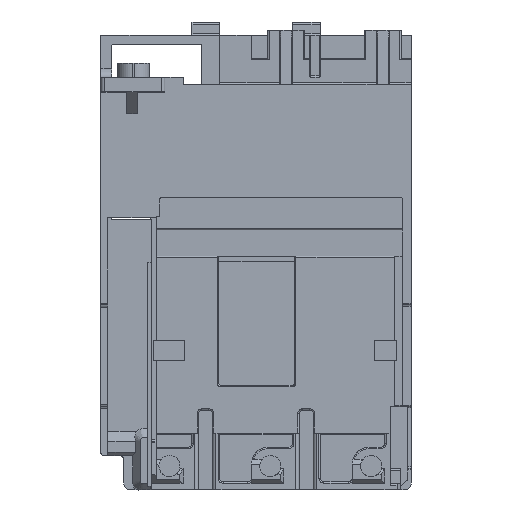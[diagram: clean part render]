
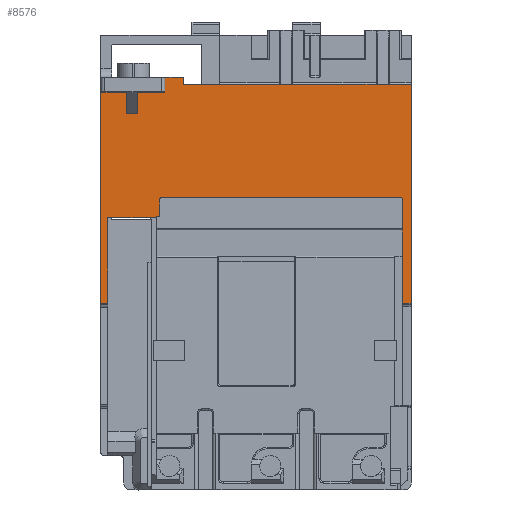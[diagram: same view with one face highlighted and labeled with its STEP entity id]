
A CAD part, front view. The second image highlights one B-rep face of the part: STEP entity #8576.
In plain terms, the highlighted planar face has unit normal (0, -1, 0).
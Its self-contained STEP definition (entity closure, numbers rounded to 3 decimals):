
#327=CIRCLE('',#9133,0.2);
#328=CIRCLE('',#9134,0.2);
#329=CIRCLE('',#9135,0.2);
#330=CIRCLE('',#9136,0.2);
#1011=ORIENTED_EDGE('',*,*,#3576,.F.);
#1012=ORIENTED_EDGE('',*,*,#3577,.T.);
#1013=ORIENTED_EDGE('',*,*,#3578,.T.);
#1014=ORIENTED_EDGE('',*,*,#3579,.T.);
#1015=ORIENTED_EDGE('',*,*,#3580,.T.);
#1016=ORIENTED_EDGE('',*,*,#3581,.F.);
#1017=ORIENTED_EDGE('',*,*,#3582,.T.);
#1018=ORIENTED_EDGE('',*,*,#3583,.T.);
#1019=ORIENTED_EDGE('',*,*,#3584,.T.);
#1020=ORIENTED_EDGE('',*,*,#3585,.T.);
#1021=ORIENTED_EDGE('',*,*,#3586,.T.);
#1022=ORIENTED_EDGE('',*,*,#3342,.T.);
#1023=ORIENTED_EDGE('',*,*,#3587,.T.);
#1024=ORIENTED_EDGE('',*,*,#3588,.T.);
#1025=ORIENTED_EDGE('',*,*,#3589,.T.);
#1026=ORIENTED_EDGE('',*,*,#3590,.F.);
#1027=ORIENTED_EDGE('',*,*,#3591,.T.);
#1028=ORIENTED_EDGE('',*,*,#3592,.T.);
#1029=ORIENTED_EDGE('',*,*,#3593,.T.);
#1030=ORIENTED_EDGE('',*,*,#3594,.T.);
#1031=ORIENTED_EDGE('',*,*,#3595,.T.);
#1032=ORIENTED_EDGE('',*,*,#3596,.T.);
#1033=ORIENTED_EDGE('',*,*,#3597,.F.);
#3342=EDGE_CURVE('',#4657,#4656,#5508,.T.);
#3576=EDGE_CURVE('',#4841,#4842,#5679,.T.);
#3577=EDGE_CURVE('',#4841,#4843,#5680,.T.);
#3578=EDGE_CURVE('',#4843,#4844,#5681,.T.);
#3579=EDGE_CURVE('',#4844,#4845,#5682,.T.);
#3580=EDGE_CURVE('',#4845,#4846,#5683,.T.);
#3581=EDGE_CURVE('',#4847,#4846,#5684,.T.);
#3582=EDGE_CURVE('',#4847,#4848,#5685,.T.);
#3583=EDGE_CURVE('',#4848,#4849,#5686,.T.);
#3584=EDGE_CURVE('',#4849,#4850,#5687,.T.);
#3585=EDGE_CURVE('',#4850,#4851,#5688,.T.);
#3586=EDGE_CURVE('',#4851,#4657,#5689,.F.);
#3587=EDGE_CURVE('',#4656,#4852,#5690,.T.);
#3588=EDGE_CURVE('',#4852,#4853,#327,.T.);
#3589=EDGE_CURVE('',#4853,#4854,#5691,.T.);
#3590=EDGE_CURVE('',#4855,#4854,#328,.T.);
#3591=EDGE_CURVE('',#4855,#4856,#5692,.T.);
#3592=EDGE_CURVE('',#4856,#4857,#329,.T.);
#3593=EDGE_CURVE('',#4857,#4858,#5693,.T.);
#3594=EDGE_CURVE('',#4858,#4859,#330,.T.);
#3595=EDGE_CURVE('',#4859,#4860,#5694,.T.);
#3596=EDGE_CURVE('',#4860,#4861,#5695,.T.);
#3597=EDGE_CURVE('',#4842,#4861,#5696,.T.);
#4656=VERTEX_POINT('',#12729);
#4657=VERTEX_POINT('',#12731);
#4841=VERTEX_POINT('',#13198);
#4842=VERTEX_POINT('',#13199);
#4843=VERTEX_POINT('',#13201);
#4844=VERTEX_POINT('',#13203);
#4845=VERTEX_POINT('',#13205);
#4846=VERTEX_POINT('',#13207);
#4847=VERTEX_POINT('',#13209);
#4848=VERTEX_POINT('',#13211);
#4849=VERTEX_POINT('',#13213);
#4850=VERTEX_POINT('',#13215);
#4851=VERTEX_POINT('',#13217);
#4852=VERTEX_POINT('',#13220);
#4853=VERTEX_POINT('',#13222);
#4854=VERTEX_POINT('',#13224);
#4855=VERTEX_POINT('',#13226);
#4856=VERTEX_POINT('',#13228);
#4857=VERTEX_POINT('',#13230);
#4858=VERTEX_POINT('',#13232);
#4859=VERTEX_POINT('',#13234);
#4860=VERTEX_POINT('',#13236);
#4861=VERTEX_POINT('',#13238);
#5508=LINE('',#12730,#6425);
#5679=LINE('',#13197,#6596);
#5680=LINE('',#13200,#6597);
#5681=LINE('',#13202,#6598);
#5682=LINE('',#13204,#6599);
#5683=LINE('',#13206,#6600);
#5684=LINE('',#13208,#6601);
#5685=LINE('',#13210,#6602);
#5686=LINE('',#13212,#6603);
#5687=LINE('',#13214,#6604);
#5688=LINE('',#13216,#6605);
#5689=LINE('',#13218,#6606);
#5690=LINE('',#13219,#6607);
#5691=LINE('',#13223,#6608);
#5692=LINE('',#13227,#6609);
#5693=LINE('',#13231,#6610);
#5694=LINE('',#13235,#6611);
#5695=LINE('',#13237,#6612);
#5696=LINE('',#13239,#6613);
#6425=VECTOR('',#9980,1000.);
#6596=VECTOR('',#10339,1000.);
#6597=VECTOR('',#10340,1000.);
#6598=VECTOR('',#10341,1000.);
#6599=VECTOR('',#10342,1000.);
#6600=VECTOR('',#10343,1000.);
#6601=VECTOR('',#10344,1000.);
#6602=VECTOR('',#10345,1000.);
#6603=VECTOR('',#10346,1000.);
#6604=VECTOR('',#10347,1000.);
#6605=VECTOR('',#10348,1000.);
#6606=VECTOR('',#10349,1000.);
#6607=VECTOR('',#10350,1000.);
#6608=VECTOR('',#10353,1000.);
#6609=VECTOR('',#10356,1000.);
#6610=VECTOR('',#10359,1000.);
#6611=VECTOR('',#10362,1000.);
#6612=VECTOR('',#10363,1000.);
#6613=VECTOR('',#10364,1000.);
#7325=EDGE_LOOP('',(#1011,#1012,#1013,#1014,#1015,#1016,#1017,#1018,#1019,
#1020,#1021,#1022,#1023,#1024,#1025,#1026,#1027,#1028,#1029,#1030,#1031,
#1032,#1033));
#7817=FACE_BOUND('',#7325,.T.);
#8308=PLANE('',#9132);
#8576=ADVANCED_FACE('',(#7817),#8308,.F.);
#9132=AXIS2_PLACEMENT_3D('',#13196,#10337,#10338);
#9133=AXIS2_PLACEMENT_3D('',#13221,#10351,#10352);
#9134=AXIS2_PLACEMENT_3D('',#13225,#10354,#10355);
#9135=AXIS2_PLACEMENT_3D('',#13229,#10357,#10358);
#9136=AXIS2_PLACEMENT_3D('',#13233,#10360,#10361);
#9980=DIRECTION('',(0.,0.,1.));
#10337=DIRECTION('',(0.,1.,0.));
#10338=DIRECTION('',(0.,0.,1.));
#10339=DIRECTION('',(1.,0.,0.));
#10340=DIRECTION('',(0.,0.,1.));
#10341=DIRECTION('',(-1.,0.,0.));
#10342=DIRECTION('',(0.,0.,-1.));
#10343=DIRECTION('',(-1.,0.,0.));
#10344=DIRECTION('',(0.,0.,1.));
#10345=DIRECTION('',(-1.,0.,0.));
#10346=DIRECTION('',(0.,0.,1.));
#10347=DIRECTION('',(-1.,0.,0.));
#10348=DIRECTION('',(0.,0.,-1.));
#10349=DIRECTION('',(-1.,0.,0.));
#10350=DIRECTION('',(1.,0.,0.));
#10351=DIRECTION('',(0.,1.,0.));
#10352=DIRECTION('',(1.,0.,0.));
#10353=DIRECTION('',(1.,0.,0.));
#10354=DIRECTION('',(0.,1.,0.));
#10355=DIRECTION('',(1.,0.,0.));
#10356=DIRECTION('',(0.,0.,1.));
#10357=DIRECTION('',(0.,1.,0.));
#10358=DIRECTION('',(1.,0.,0.));
#10359=DIRECTION('',(1.,0.,0.));
#10360=DIRECTION('',(0.,1.,0.));
#10361=DIRECTION('',(1.,0.,0.));
#10362=DIRECTION('',(0.,0.,-1.));
#10363=DIRECTION('',(1.,0.,0.));
#10364=DIRECTION('',(0.,0.,-1.));
#12729=CARTESIAN_POINT('',(1.,0.,-26.06));
#12730=CARTESIAN_POINT('',(1.,0.,-64.97));
#12731=CARTESIAN_POINT('',(1.,0.,-38.31));
#13196=CARTESIAN_POINT('',(44.32,0.,0.));
#13197=CARTESIAN_POINT('',(16.96,0.,-7.));
#13198=CARTESIAN_POINT('',(11.77,0.,-7.));
#13199=CARTESIAN_POINT('',(44.32,0.,-7.));
#13200=CARTESIAN_POINT('',(11.77,0.,-7.));
#13201=CARTESIAN_POINT('',(11.77,0.,-6.));
#13202=CARTESIAN_POINT('',(16.96,0.,-6.));
#13203=CARTESIAN_POINT('',(9.15,0.,-6.));
#13204=CARTESIAN_POINT('',(9.15,0.,0.));
#13205=CARTESIAN_POINT('',(9.15,0.,-8.17));
#13206=CARTESIAN_POINT('',(9.15,0.,-8.17));
#13207=CARTESIAN_POINT('',(5.2,0.,-8.17));
#13208=CARTESIAN_POINT('',(5.2,0.,-11.25));
#13209=CARTESIAN_POINT('',(5.2,0.,-11.25));
#13210=CARTESIAN_POINT('',(5.2,0.,-11.25));
#13211=CARTESIAN_POINT('',(3.7,0.,-11.25));
#13212=CARTESIAN_POINT('',(3.7,0.,-11.25));
#13213=CARTESIAN_POINT('',(3.7,0.,-8.17));
#13214=CARTESIAN_POINT('',(9.15,0.,-8.17));
#13215=CARTESIAN_POINT('',(0.,0.,-8.17));
#13216=CARTESIAN_POINT('',(0.,0.,0.));
#13217=CARTESIAN_POINT('',(0.,0.,-38.31));
#13218=CARTESIAN_POINT('',(1.,0.,-38.31));
#13219=CARTESIAN_POINT('',(1.,0.,-26.06));
#13220=CARTESIAN_POINT('',(7.907,0.,-26.06));
#13221=CARTESIAN_POINT('',(8.09,0.,-26.14));
#13222=CARTESIAN_POINT('',(8.09,0.,-25.94));
#13223=CARTESIAN_POINT('',(8.09,0.,-25.94));
#13224=CARTESIAN_POINT('',(8.25,0.,-25.94));
#13225=CARTESIAN_POINT('',(8.25,0.,-25.74));
#13226=CARTESIAN_POINT('',(8.45,0.,-25.74));
#13227=CARTESIAN_POINT('',(8.45,0.,-25.74));
#13228=CARTESIAN_POINT('',(8.45,0.,-23.4));
#13229=CARTESIAN_POINT('',(8.65,0.,-23.4));
#13230=CARTESIAN_POINT('',(8.65,0.,-23.2));
#13231=CARTESIAN_POINT('',(8.65,0.,-23.2));
#13232=CARTESIAN_POINT('',(42.85,0.,-23.2));
#13233=CARTESIAN_POINT('',(42.85,0.,-23.4));
#13234=CARTESIAN_POINT('',(43.05,0.,-23.4));
#13235=CARTESIAN_POINT('',(43.05,0.,-23.4));
#13236=CARTESIAN_POINT('',(43.05,0.,-38.3));
#13237=CARTESIAN_POINT('',(44.32,0.,-38.3));
#13238=CARTESIAN_POINT('',(44.32,0.,-38.3));
#13239=CARTESIAN_POINT('',(44.32,0.,0.));
